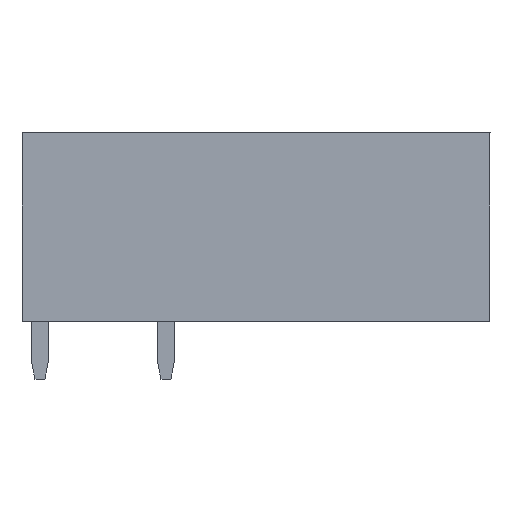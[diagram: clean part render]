
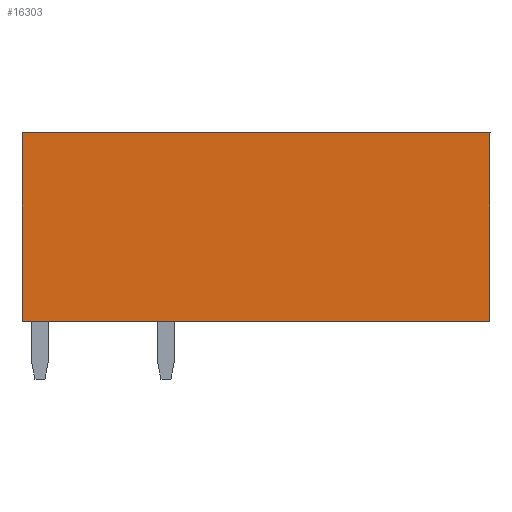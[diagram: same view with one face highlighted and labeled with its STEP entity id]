
A CAD part, left-side view. The second image highlights one B-rep face of the part: STEP entity #16303.
In plain terms, the highlighted planar face has unit normal (-1, 0, 0).
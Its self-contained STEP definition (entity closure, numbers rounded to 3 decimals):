
#16295=AXIS2_PLACEMENT_3D('Plane Axis2P3D',#16292,#16293,#16294) ;
#357=CARTESIAN_POINT('Vertex',(0.,28.3,3.5)) ;
#360=CARTESIAN_POINT('Line Origine',(0.,28.3,9.2)) ;
#364=CARTESIAN_POINT('Vertex',(0.,28.3,14.9)) ;
#696=CARTESIAN_POINT('Vertex',(0.,0.,3.5)) ;
#699=CARTESIAN_POINT('Line Origine',(0.,14.15,3.5)) ;
#832=CARTESIAN_POINT('Vertex',(0.,0.,14.9)) ;
#835=CARTESIAN_POINT('Line Origine',(0.,0.,9.2)) ;
#3209=CARTESIAN_POINT('Line Origine',(0.,14.15,14.9)) ;
#16292=CARTESIAN_POINT('Axis2P3D Location',(0.,0.,14.9)) ;
#361=DIRECTION('Vector Direction',(0.,0.,-1.)) ;
#700=DIRECTION('Vector Direction',(0.,1.,0.)) ;
#836=DIRECTION('Vector Direction',(0.,0.,-1.)) ;
#3210=DIRECTION('Vector Direction',(0.,1.,0.)) ;
#16293=DIRECTION('Axis2P3D Direction',(1.,-0.,0.)) ;
#16294=DIRECTION('Axis2P3D XDirection',(0.,0.,-1.)) ;
#362=VECTOR('Line Direction',#361,1.) ;
#701=VECTOR('Line Direction',#700,1.) ;
#837=VECTOR('Line Direction',#836,1.) ;
#3211=VECTOR('Line Direction',#3210,1.) ;
#16298=ORIENTED_EDGE('',*,*,#366,.T.) ;
#16299=ORIENTED_EDGE('',*,*,#703,.F.) ;
#16300=ORIENTED_EDGE('',*,*,#839,.F.) ;
#16301=ORIENTED_EDGE('',*,*,#3213,.T.) ;
#16303=ADVANCED_FACE('HOUSING',(#16302),#16296,.F.) ;
#366=EDGE_CURVE('',#365,#358,#363,.T.) ;
#703=EDGE_CURVE('',#697,#358,#702,.T.) ;
#839=EDGE_CURVE('',#833,#697,#838,.T.) ;
#3213=EDGE_CURVE('',#833,#365,#3212,.T.) ;
#16297=EDGE_LOOP('',(#16298,#16299,#16300,#16301)) ;
#16302=FACE_OUTER_BOUND('',#16297,.T.) ;
#363=LINE('Line',#360,#362) ;
#702=LINE('Line',#699,#701) ;
#838=LINE('Line',#835,#837) ;
#3212=LINE('Line',#3209,#3211) ;
#16296=PLANE('',#16295) ;
#358=VERTEX_POINT('',#357) ;
#365=VERTEX_POINT('',#364) ;
#697=VERTEX_POINT('',#696) ;
#833=VERTEX_POINT('',#832) ;
